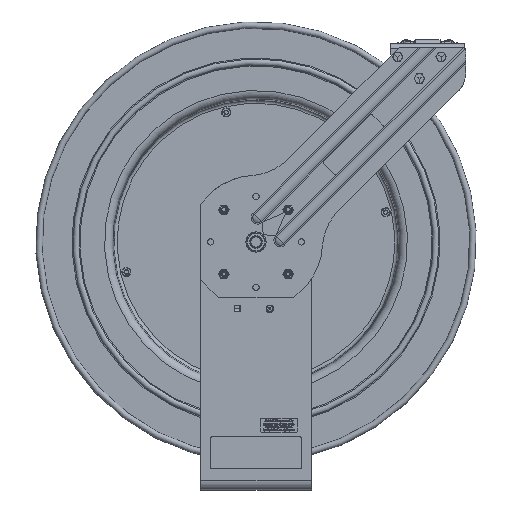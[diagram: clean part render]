
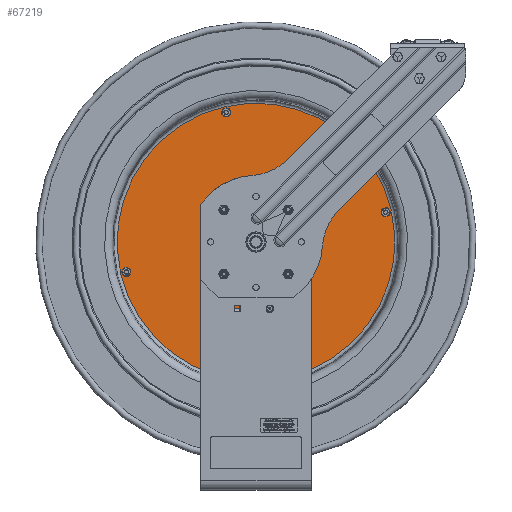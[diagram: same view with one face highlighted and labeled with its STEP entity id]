
A CAD part, top view. The second image highlights one B-rep face of the part: STEP entity #67219.
In plain terms, the highlighted planar face has unit normal (0, 0, 1).
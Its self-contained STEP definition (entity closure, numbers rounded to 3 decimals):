
#3680=FACE_BOUND('',#8655,.T.);
#3681=FACE_BOUND('',#8656,.T.);
#3682=FACE_BOUND('',#8657,.T.);
#3683=FACE_BOUND('',#8658,.T.);
#3684=FACE_BOUND('',#8659,.T.);
#3685=FACE_BOUND('',#8660,.T.);
#3686=FACE_BOUND('',#8661,.T.);
#3687=FACE_BOUND('',#8662,.T.);
#4387=PLANE('',#71323);
#6088=FACE_OUTER_BOUND('',#8654,.T.);
#8654=EDGE_LOOP('',(#54655,#54656));
#8655=EDGE_LOOP('',(#54657));
#8656=EDGE_LOOP('',(#54658,#54659,#54660,#54661));
#8657=EDGE_LOOP('',(#54662,#54663,#54664,#54665));
#8658=EDGE_LOOP('',(#54666,#54667,#54668,#54669));
#8659=EDGE_LOOP('',(#54670));
#8660=EDGE_LOOP('',(#54671));
#8661=EDGE_LOOP('',(#54672));
#8662=EDGE_LOOP('',(#54673));
#12848=LINE('',#108476,#19368);
#12849=LINE('',#108478,#19369);
#12850=LINE('',#108480,#19370);
#12851=LINE('',#108481,#19371);
#12852=LINE('',#108484,#19372);
#12853=LINE('',#108486,#19373);
#12854=LINE('',#108488,#19374);
#12855=LINE('',#108489,#19375);
#12856=LINE('',#108492,#19376);
#12857=LINE('',#108494,#19377);
#12858=LINE('',#108496,#19378);
#12859=LINE('',#108497,#19379);
#19368=VECTOR('',#80890,0.394);
#19369=VECTOR('',#80891,0.394);
#19370=VECTOR('',#80892,0.394);
#19371=VECTOR('',#80893,0.394);
#19372=VECTOR('',#80894,0.394);
#19373=VECTOR('',#80895,0.394);
#19374=VECTOR('',#80896,0.394);
#19375=VECTOR('',#80897,0.394);
#19376=VECTOR('',#80898,0.394);
#19377=VECTOR('',#80899,0.394);
#19378=VECTOR('',#80900,0.394);
#19379=VECTOR('',#80901,0.394);
#24497=CIRCLE('',#71324,7.564);
#24498=CIRCLE('',#71325,7.564);
#24499=CIRCLE('',#71326,0.94);
#24500=CIRCLE('',#71327,0.155);
#24501=CIRCLE('',#71328,0.155);
#24502=CIRCLE('',#71329,0.155);
#24503=CIRCLE('',#71330,0.155);
#30388=VERTEX_POINT('',#108468);
#30389=VERTEX_POINT('',#108469);
#30390=VERTEX_POINT('',#108472);
#30391=VERTEX_POINT('',#108474);
#30392=VERTEX_POINT('',#108475);
#30393=VERTEX_POINT('',#108477);
#30394=VERTEX_POINT('',#108479);
#30395=VERTEX_POINT('',#108482);
#30396=VERTEX_POINT('',#108483);
#30397=VERTEX_POINT('',#108485);
#30398=VERTEX_POINT('',#108487);
#30399=VERTEX_POINT('',#108490);
#30400=VERTEX_POINT('',#108491);
#30401=VERTEX_POINT('',#108493);
#30402=VERTEX_POINT('',#108495);
#30403=VERTEX_POINT('',#108498);
#30404=VERTEX_POINT('',#108500);
#30405=VERTEX_POINT('',#108502);
#30406=VERTEX_POINT('',#108504);
#40936=EDGE_CURVE('',#30388,#30389,#24497,.T.);
#40937=EDGE_CURVE('',#30389,#30388,#24498,.T.);
#40938=EDGE_CURVE('',#30390,#30390,#24499,.T.);
#40939=EDGE_CURVE('',#30391,#30392,#12848,.T.);
#40940=EDGE_CURVE('',#30392,#30393,#12849,.T.);
#40941=EDGE_CURVE('',#30393,#30394,#12850,.T.);
#40942=EDGE_CURVE('',#30394,#30391,#12851,.T.);
#40943=EDGE_CURVE('',#30395,#30396,#12852,.T.);
#40944=EDGE_CURVE('',#30396,#30397,#12853,.T.);
#40945=EDGE_CURVE('',#30397,#30398,#12854,.T.);
#40946=EDGE_CURVE('',#30398,#30395,#12855,.T.);
#40947=EDGE_CURVE('',#30399,#30400,#12856,.T.);
#40948=EDGE_CURVE('',#30400,#30401,#12857,.T.);
#40949=EDGE_CURVE('',#30401,#30402,#12858,.T.);
#40950=EDGE_CURVE('',#30402,#30399,#12859,.T.);
#40951=EDGE_CURVE('',#30403,#30403,#24500,.T.);
#40952=EDGE_CURVE('',#30404,#30404,#24501,.T.);
#40953=EDGE_CURVE('',#30405,#30405,#24502,.T.);
#40954=EDGE_CURVE('',#30406,#30406,#24503,.T.);
#54655=ORIENTED_EDGE('',*,*,#40936,.F.);
#54656=ORIENTED_EDGE('',*,*,#40937,.F.);
#54657=ORIENTED_EDGE('',*,*,#40938,.T.);
#54658=ORIENTED_EDGE('',*,*,#40939,.T.);
#54659=ORIENTED_EDGE('',*,*,#40940,.T.);
#54660=ORIENTED_EDGE('',*,*,#40941,.T.);
#54661=ORIENTED_EDGE('',*,*,#40942,.T.);
#54662=ORIENTED_EDGE('',*,*,#40943,.T.);
#54663=ORIENTED_EDGE('',*,*,#40944,.T.);
#54664=ORIENTED_EDGE('',*,*,#40945,.T.);
#54665=ORIENTED_EDGE('',*,*,#40946,.T.);
#54666=ORIENTED_EDGE('',*,*,#40947,.T.);
#54667=ORIENTED_EDGE('',*,*,#40948,.T.);
#54668=ORIENTED_EDGE('',*,*,#40949,.T.);
#54669=ORIENTED_EDGE('',*,*,#40950,.T.);
#54670=ORIENTED_EDGE('',*,*,#40951,.T.);
#54671=ORIENTED_EDGE('',*,*,#40952,.T.);
#54672=ORIENTED_EDGE('',*,*,#40953,.T.);
#54673=ORIENTED_EDGE('',*,*,#40954,.T.);
#67219=ADVANCED_FACE('',(#6088,#3680,#3681,#3682,#3683,#3684,#3685,#3686,
#3687),#4387,.T.);
#71323=AXIS2_PLACEMENT_3D('',#108467,#80882,#80883);
#71324=AXIS2_PLACEMENT_3D('',#108470,#80884,#80885);
#71325=AXIS2_PLACEMENT_3D('',#108471,#80886,#80887);
#71326=AXIS2_PLACEMENT_3D('',#108473,#80888,#80889);
#71327=AXIS2_PLACEMENT_3D('',#108499,#80902,#80903);
#71328=AXIS2_PLACEMENT_3D('',#108501,#80904,#80905);
#71329=AXIS2_PLACEMENT_3D('',#108503,#80906,#80907);
#71330=AXIS2_PLACEMENT_3D('',#108505,#80908,#80909);
#80882=DIRECTION('center_axis',(0.,0.,
1.));
#80883=DIRECTION('ref_axis',(-0.224,0.975,0.));
#80884=DIRECTION('center_axis',(0.,0.,
-1.));
#80885=DIRECTION('ref_axis',(-0.975,-0.224,0.));
#80886=DIRECTION('center_axis',(0.,0.,
-1.));
#80887=DIRECTION('ref_axis',(-0.975,-0.224,0.));
#80888=DIRECTION('center_axis',(0.,0.,
-1.));
#80889=DIRECTION('ref_axis',(0.975,0.224,0.));
#80890=DIRECTION('',(-0.224,0.975,0.));
#80891=DIRECTION('',(0.975,0.224,0.));
#80892=DIRECTION('',(0.224,-0.975,0.));
#80893=DIRECTION('',(-0.975,-0.224,0.));
#80894=DIRECTION('',(-0.975,-0.224,0.));
#80895=DIRECTION('',(-0.224,0.975,0.));
#80896=DIRECTION('',(0.975,0.224,0.));
#80897=DIRECTION('',(0.224,-0.975,0.));
#80898=DIRECTION('',(-0.224,0.975,0.));
#80899=DIRECTION('',(0.975,0.224,0.));
#80900=DIRECTION('',(0.224,-0.975,0.));
#80901=DIRECTION('',(-0.975,-0.224,0.));
#80902=DIRECTION('center_axis',(0.,0.,
-1.));
#80903=DIRECTION('ref_axis',(0.975,0.224,0.));
#80904=DIRECTION('center_axis',(0.,0.,
-1.));
#80905=DIRECTION('ref_axis',(0.224,-0.975,0.));
#80906=DIRECTION('center_axis',(0.,0.,
-1.));
#80907=DIRECTION('ref_axis',(-0.224,0.975,0.));
#80908=DIRECTION('center_axis',(0.,0.,
-1.));
#80909=DIRECTION('ref_axis',(-0.975,-0.224,0.));
#108467=CARTESIAN_POINT('Origin',(-3.686,-0.857,
-2.985));
#108468=CARTESIAN_POINT('',(-7.372,-1.705,-2.985));
#108469=CARTESIAN_POINT('',(-1.695,7.362,-2.985));
#108470=CARTESIAN_POINT('Origin',(0.,-0.01,
-2.985));
#108471=CARTESIAN_POINT('Origin',(0.,-0.01,
-2.985));
#108472=CARTESIAN_POINT('',(-0.916,-0.221,-2.985));
#108473=CARTESIAN_POINT('Origin',(0.,-0.01,
-2.985));
#108474=CARTESIAN_POINT('',(-1.382,-1.363,-2.985));
#108475=CARTESIAN_POINT('',(-1.442,-1.102,-2.985));
#108476=CARTESIAN_POINT('',(-1.495,-0.871,-2.985));
#108477=CARTESIAN_POINT('',(-1.18,-1.042,-2.985));
#108478=CARTESIAN_POINT('',(-2.481,-1.341,-2.985));
#108479=CARTESIAN_POINT('',(-1.12,-1.303,-2.985));
#108480=CARTESIAN_POINT('',(-1.263,-0.681,-2.985));
#108481=CARTESIAN_POINT('',(-2.29,-1.572,-2.985));
#108482=CARTESIAN_POINT('',(-0.231,1.595,-2.985));
#108483=CARTESIAN_POINT('',(-0.493,1.535,-2.985));
#108484=CARTESIAN_POINT('',(-2.14,1.156,-2.985));
#108485=CARTESIAN_POINT('',(-0.553,1.796,-2.985));
#108486=CARTESIAN_POINT('',(-0.312,0.747,-2.985));
#108487=CARTESIAN_POINT('',(-0.291,1.856,-2.985));
#108488=CARTESIAN_POINT('',(-2.33,1.387,-2.985));
#108489=CARTESIAN_POINT('',(-0.08,0.938,-2.985));
#108490=CARTESIAN_POINT('',(1.572,-0.684,-2.985));
#108491=CARTESIAN_POINT('',(1.512,-0.423,-2.985));
#108492=CARTESIAN_POINT('',(1.459,-0.192,-2.985));
#108493=CARTESIAN_POINT('',(1.774,-0.363,-2.985));
#108494=CARTESIAN_POINT('',(-1.004,-1.001,-2.985));
#108495=CARTESIAN_POINT('',(1.834,-0.624,-2.985));
#108496=CARTESIAN_POINT('',(1.691,-0.002,-2.985));
#108497=CARTESIAN_POINT('',(-0.813,-1.232,-2.985));
#108498=CARTESIAN_POINT('',(-1.775,7.021,-2.985));
#108499=CARTESIAN_POINT('Origin',(-1.624,7.056,-2.985));
#108500=CARTESIAN_POINT('',(7.031,1.765,-2.985));
#108501=CARTESIAN_POINT('Origin',(7.066,1.614,-2.985));
#108502=CARTESIAN_POINT('',(-7.031,-1.785,-2.985));
#108503=CARTESIAN_POINT('Origin',(-7.066,-1.634,-2.985));
#108504=CARTESIAN_POINT('',(1.775,-7.041,-2.985));
#108505=CARTESIAN_POINT('Origin',(1.624,-7.076,-2.985));
